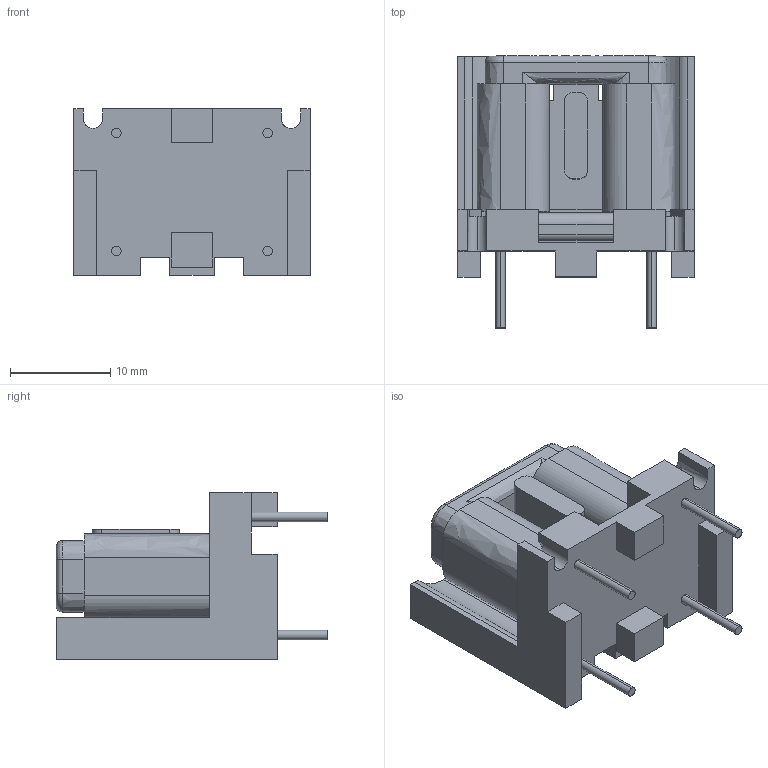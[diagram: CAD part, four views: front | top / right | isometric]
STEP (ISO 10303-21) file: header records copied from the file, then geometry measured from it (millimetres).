
FILE_DESCRIPTION(('FreeCAD Model'),'2;1');
FILE_NAME('Open CASCADE Shape Model','2025-04-29T10:08:55',('FreeCAD'),( 'FreeCAD'),'Open CASCADE STEP processor 7.6','FreeCAD','Unknown');
FILE_SCHEMA(('AUTOMOTIVE_DESIGN { 1 0 10303 214 1 1 1 1 }'));
Length unit declared in the file: millimetre
Products named in the file (1): Open CASCADE STEP translator 7.6 1
Bounding box: 23.52 x 27.07 x 16.58 mm (x, y, z)
Volume: 4435.1 mm3; surface area: 4634.8 mm2
Topology: 1 solids, 1 shells, 465 faces, 1326 edges, 866 vertices
Faces by surface type: bspline 465
Entity records: 19688 total; most frequent: CARTESIAN_POINT 11807, ORIENTED_EDGE 2652, EDGE_CURVE 1326, B_SPLINE_CURVE_WITH_KNOTS 1178, VERTEX_POINT 866, FACE_BOUND 492, EDGE_LOOP 492, ADVANCED_FACE 465
